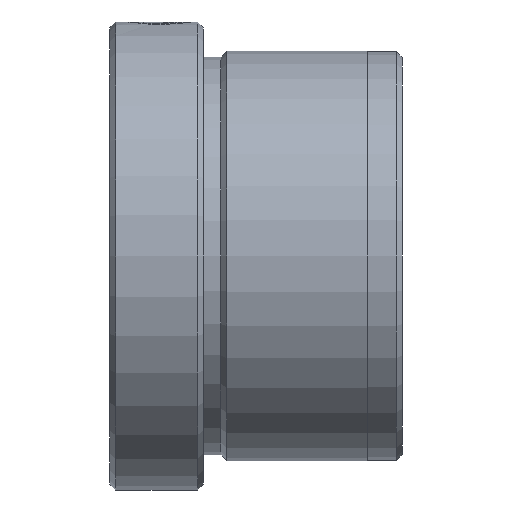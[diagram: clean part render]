
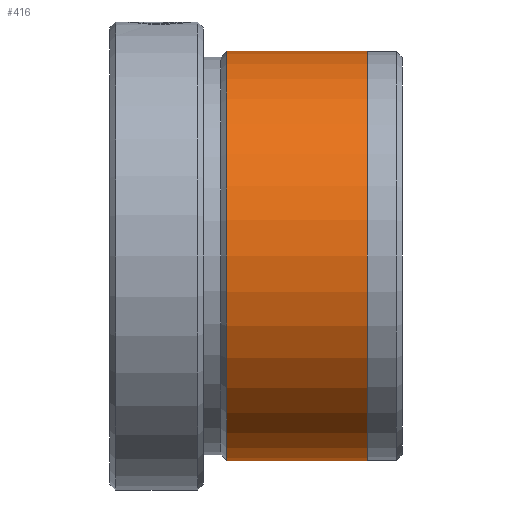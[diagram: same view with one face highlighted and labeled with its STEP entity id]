
A CAD part, left-side view. The second image highlights one B-rep face of the part: STEP entity #416.
In plain terms, the highlighted cylindrical face has radius 17.5 mm (diameter 35 mm), a partial arc.
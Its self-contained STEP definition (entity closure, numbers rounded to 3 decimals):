
#82 = ORIENTED_EDGE ( 'NONE', *, *, #1442, .F. ) ;
#94 = DIRECTION ( 'NONE',  ( 0., 1., 0. ) ) ;
#114 = AXIS2_PLACEMENT_3D ( 'NONE', #1220, #409, #1353 ) ;
#178 = CARTESIAN_POINT ( 'NONE',  ( 0., -10., 0. ) ) ;
#310 = DIRECTION ( 'NONE',  ( 0., 0., 1. ) ) ;
#367 = VERTEX_POINT ( 'NONE', #670 ) ;
#402 = EDGE_CURVE ( 'NONE', #488, #367, #1160, .T. ) ;
#409 = DIRECTION ( 'NONE',  ( 0., 1., 0. ) ) ;
#416 = ADVANCED_FACE ( 'NONE', ( #1113 ), #1430, .T. ) ;
#417 = CARTESIAN_POINT ( 'NONE',  ( 0., 0., 0. ) ) ;
#422 = CARTESIAN_POINT ( 'NONE',  ( 0., -10., -17.5 ) ) ;
#438 = VECTOR ( 'NONE', #939, 1000. ) ;
#488 = VERTEX_POINT ( 'NONE', #1388 ) ;
#542 = DIRECTION ( 'NONE',  ( 0., 0., 1. ) ) ;
#546 = DIRECTION ( 'NONE',  ( 0., 1., 0. ) ) ;
#670 = CARTESIAN_POINT ( 'NONE',  ( 0., -10., 17.5 ) ) ;
#765 = EDGE_CURVE ( 'NONE', #1499, #488, #899, .T. ) ;
#778 = AXIS2_PLACEMENT_3D ( 'NONE', #178, #1117, #310 ) ;
#844 = ORIENTED_EDGE ( 'NONE', *, *, #1311, .F. ) ;
#860 = VECTOR ( 'NONE', #94, 1000. ) ;
#882 = EDGE_LOOP ( 'NONE', ( #82, #1258, #886, #844 ) ) ;
#886 = ORIENTED_EDGE ( 'NONE', *, *, #402, .T. ) ;
#899 = CIRCLE ( 'NONE', #114, 17.5 ) ;
#939 = DIRECTION ( 'NONE',  ( 0., 1., 0. ) ) ;
#1113 = FACE_OUTER_BOUND ( 'NONE', #882, .T. ) ;
#1117 = DIRECTION ( 'NONE',  ( 0., 1., 0. ) ) ;
#1160 = LINE ( 'NONE', #1491, #438 ) ;
#1171 = CARTESIAN_POINT ( 'NONE',  ( 0., 0., -17.5 ) ) ;
#1210 = LINE ( 'NONE', #1171, #860 ) ;
#1220 = CARTESIAN_POINT ( 'NONE',  ( 0., -22., 0. ) ) ;
#1258 = ORIENTED_EDGE ( 'NONE', *, *, #765, .T. ) ;
#1311 = EDGE_CURVE ( 'NONE', #1566, #367, #1434, .T. ) ;
#1353 = DIRECTION ( 'NONE',  ( 0., 0., 1. ) ) ;
#1388 = CARTESIAN_POINT ( 'NONE',  ( 0., -22., 17.5 ) ) ;
#1430 = CYLINDRICAL_SURFACE ( 'NONE', #1554, 17.5 ) ;
#1434 = CIRCLE ( 'NONE', #778, 17.5 ) ;
#1442 = EDGE_CURVE ( 'NONE', #1499, #1566, #1210, .T. ) ;
#1487 = CARTESIAN_POINT ( 'NONE',  ( 0., -22., -17.5 ) ) ;
#1491 = CARTESIAN_POINT ( 'NONE',  ( 0., 0., 17.5 ) ) ;
#1499 = VERTEX_POINT ( 'NONE', #1487 ) ;
#1554 = AXIS2_PLACEMENT_3D ( 'NONE', #417, #546, #542 ) ;
#1566 = VERTEX_POINT ( 'NONE', #422 ) ;
